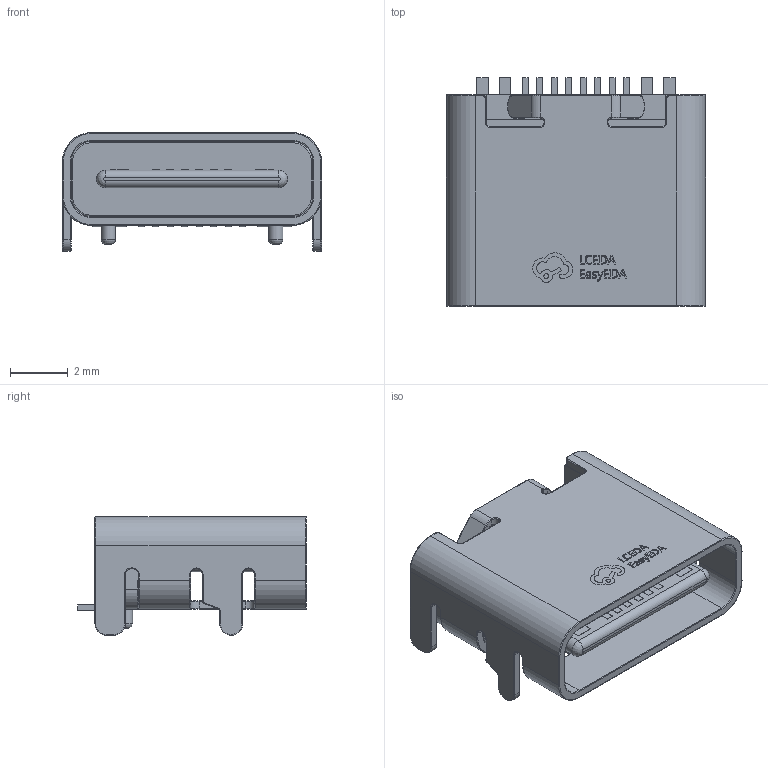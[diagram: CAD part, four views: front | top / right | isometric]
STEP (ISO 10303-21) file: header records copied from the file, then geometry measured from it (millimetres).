
FILE_DESCRIPTION(('FreeCAD Model'),'2;1');
FILE_NAME('Open CASCADE Shape Model','2024-03-02T23:01:47',(''),(''), 'Open CASCADE STEP processor 7.6','FreeCAD','Unknown');
FILE_SCHEMA(('AUTOMOTIVE_DESIGN { 1 0 10303 214 1 1 1 1 }'));
Length unit declared in the file: millimetre
Products named in the file (17): USBC1; USB-C_SMD-TYPE-C-31-M-12; COMPOUND015; COMPOUND001; COMPOUND002; COMPOUND003; COMPOUND004; COMPOUND005; COMPOUND006; COMPOUND007; COMPOUND008; COMPOUND009; COMPOUND010; COMPOUND011; COMPOUND012; COMPOUND013; COMPOUND014
Assembly tree (16 placements, depth 4):
  USBC1
    USB-C_SMD-TYPE-C-31-M-12
      COMPOUND015
        COMPOUND001
        COMPOUND002
        COMPOUND003
        COMPOUND004
        COMPOUND005
        COMPOUND006
        COMPOUND007
        COMPOUND008
        COMPOUND009
        COMPOUND010
        COMPOUND011
        COMPOUND012
        COMPOUND013
        COMPOUND014
Bounding box: 8.94 x 7.9 x 4.1 mm (x, y, z)
Volume: 125.9 mm3; surface area: 383.5 mm2
Topology: 14 solids, 14 shells, 819 faces, 2034 edges, 1266 vertices
Faces by surface type: plane 402, cylinder 179, torus 116, bspline 116, revolution 6
Entity records: 29895 total; most frequent: CARTESIAN_POINT 6350, ORIENTED_EDGE 4068, DIRECTION 3742, EDGE_CURVE 2034, LINE 1288, VECTOR 1288, VERTEX_POINT 1266, AXIS2_PLACEMENT_3D 1224
